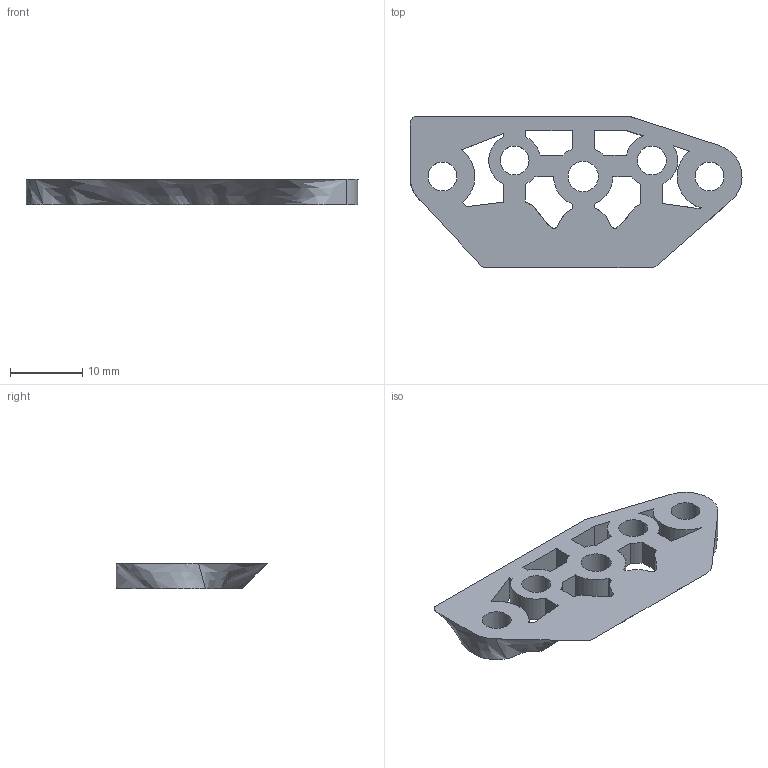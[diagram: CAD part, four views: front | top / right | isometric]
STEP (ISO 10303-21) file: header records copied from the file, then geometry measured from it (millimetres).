
FILE_DESCRIPTION(/* description */ (''),/* implementation_level */ '2;1');
FILE_NAME(/* name */ 'Orbiter v2-adapter plate.step',/* time_stamp */ '2022-10-09T14:20:33-04:00',/* author */ (''),/* organization */ (''),/* preprocessor_version */ 'ST-DEVELOPER v19',/* originating_system */ 'Autodesk Translation Framework v11.7.0.108',/* authorisation */ '');
FILE_SCHEMA (('AUTOMOTIVE_DESIGN { 1 0 10303 214 3 1 1 }'));
Length unit declared in the file: millimetre
Products named in the file (1): Orbiter-adapter plate printed
Bounding box: 46 x 21 x 3.5 mm (x, y, z)
Volume: 1745.1 mm3; surface area: 2191.1 mm2
Topology: 1 solids, 1 shells, 48 faces, 139 edges, 93 vertices
Faces by surface type: plane 19, cylinder 18, bspline 11
Full cylindrical faces by diameter (mm): 4 x4, 4.2 x1
Entity records: 2701 total; most frequent: CARTESIAN_POINT 1390, ORIENTED_EDGE 278, DIRECTION 230, EDGE_CURVE 139, VERTEX_POINT 93, LINE 82, VECTOR 82, AXIS2_PLACEMENT_3D 74
